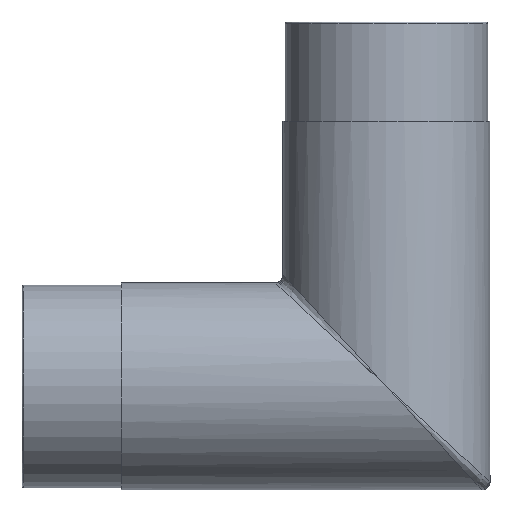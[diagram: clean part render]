
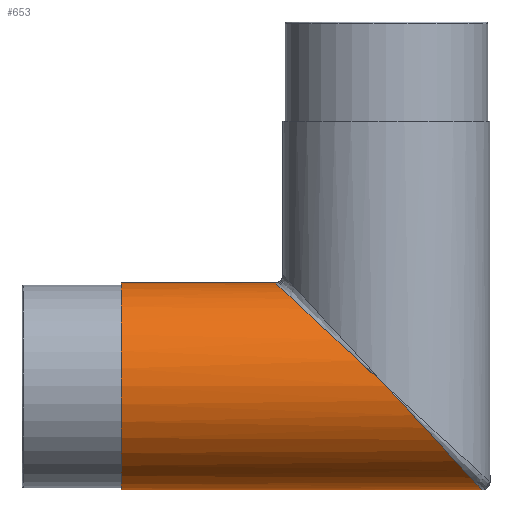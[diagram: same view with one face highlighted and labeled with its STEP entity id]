
A CAD part, front view. The second image highlights one B-rep face of the part: STEP entity #653.
In plain terms, the highlighted cylindrical face has radius 26.15 mm (diameter 52.3 mm), a partial arc.
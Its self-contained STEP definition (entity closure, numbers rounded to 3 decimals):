
#13 = CARTESIAN_POINT ( 'NONE',  ( -28.15, 0., 26.15 ) ) ;
#166 = DIRECTION ( 'NONE',  ( 1., 0., 0. ) ) ;
#183 = DIRECTION ( 'NONE',  ( -1., 0., 0. ) ) ;
#189 = DIRECTION ( 'NONE',  ( 0., 0., 1. ) ) ;
#193 = CIRCLE ( 'NONE', #419, 26.15 ) ;
#231 = EDGE_CURVE ( 'NONE', #776, #1024, #193, .T. ) ;
#249 = ORIENTED_EDGE ( 'NONE', *, *, #722, .T. ) ;
#252 = DIRECTION ( 'NONE',  ( 0., 0., -1. ) ) ;
#266 = CARTESIAN_POINT ( 'NONE',  ( 0., -26.15, 0. ) ) ;
#268 = ORIENTED_EDGE ( 'NONE', *, *, #231, .F. ) ;
#351 = CARTESIAN_POINT ( 'NONE',  ( 24.15, 0., -26.15 ) ) ;
#383 = AXIS2_PLACEMENT_3D ( 'NONE', #606, #166, #252 ) ;
#419 = AXIS2_PLACEMENT_3D ( 'NONE', #708, #183, #189 ) ;
#436 = CARTESIAN_POINT ( 'NONE',  ( 0., -26.15, 0. ) ) ;
#448 = CARTESIAN_POINT ( 'NONE',  ( -16.49, -26.15, 15.318 ) ) ;
#480 = CARTESIAN_POINT ( 'NONE',  ( -28.15, 0., 26.15 ) ) ;
#489 =( BOUNDED_CURVE ( )  B_SPLINE_CURVE ( 3, ( #913, #448, #979, #13 ),
 .UNSPECIFIED., .F., .T. ) 
 B_SPLINE_CURVE_WITH_KNOTS ( ( 4, 4 ),
 ( 4.712, 6.283 ),
 .UNSPECIFIED. ) 
 CURVE ( )  GEOMETRIC_REPRESENTATION_ITEM ( )  RATIONAL_B_SPLINE_CURVE ( ( 1., 0.805, 0.805, 1. ) ) 
 REPRESENTATION_ITEM ( '' )  );
#513 = CARTESIAN_POINT ( 'NONE',  ( 24.15, -15.318, -26.15 ) ) ;
#517 = VERTEX_POINT ( 'NONE', #480 ) ;
#533 = CARTESIAN_POINT ( 'NONE',  ( -67., 0., 26.15 ) ) ;
#595 = CARTESIAN_POINT ( 'NONE',  ( 14.147, -26.15, -15.318 ) ) ;
#606 = CARTESIAN_POINT ( 'NONE',  ( -67., 0., 0. ) ) ;
#617 =( BOUNDED_CURVE ( )  B_SPLINE_CURVE ( 3, ( #351, #513, #595, #436 ),
 .UNSPECIFIED., .F., .T. ) 
 B_SPLINE_CURVE_WITH_KNOTS ( ( 4, 4 ),
 ( 3.142, 4.712 ),
 .UNSPECIFIED. ) 
 CURVE ( )  GEOMETRIC_REPRESENTATION_ITEM ( )  RATIONAL_B_SPLINE_CURVE ( ( 1., 0.805, 0.805, 1. ) ) 
 REPRESENTATION_ITEM ( '' )  );
#622 = VERTEX_POINT ( 'NONE', #1025 ) ;
#653 = ADVANCED_FACE ( 'NONE', ( #934 ), #958, .T. ) ;
#655 = CARTESIAN_POINT ( 'NONE',  ( -67., 0., 26.15 ) ) ;
#695 = ORIENTED_EDGE ( 'NONE', *, *, #1110, .F. ) ;
#700 = CARTESIAN_POINT ( 'NONE',  ( -67., 0., -26.15 ) ) ;
#708 = CARTESIAN_POINT ( 'NONE',  ( -67., 0., 0. ) ) ;
#709 = DIRECTION ( 'NONE',  ( 1., 0., 0. ) ) ;
#722 = EDGE_CURVE ( 'NONE', #622, #1109, #617, .T. ) ;
#753 = ORIENTED_EDGE ( 'NONE', *, *, #1013, .T. ) ;
#773 = EDGE_CURVE ( 'NONE', #776, #622, #946, .T. ) ;
#776 = VERTEX_POINT ( 'NONE', #700 ) ;
#882 = DIRECTION ( 'NONE',  ( 1., 0., 0. ) ) ;
#913 = CARTESIAN_POINT ( 'NONE',  ( 0., -26.15, 0. ) ) ;
#928 = VECTOR ( 'NONE', #709, 1000. ) ;
#934 = FACE_OUTER_BOUND ( 'NONE', #985, .T. ) ;
#946 = LINE ( 'NONE', #1131, #1029 ) ;
#958 = CYLINDRICAL_SURFACE ( 'NONE', #383, 26.15 ) ;
#968 = LINE ( 'NONE', #533, #928 ) ;
#979 = CARTESIAN_POINT ( 'NONE',  ( -28.15, -15.318, 26.15 ) ) ;
#985 = EDGE_LOOP ( 'NONE', ( #695, #268, #1060, #249, #753 ) ) ;
#1013 = EDGE_CURVE ( 'NONE', #1109, #517, #489, .T. ) ;
#1024 = VERTEX_POINT ( 'NONE', #655 ) ;
#1025 = CARTESIAN_POINT ( 'NONE',  ( 24.15, 0., -26.15 ) ) ;
#1029 = VECTOR ( 'NONE', #882, 1000. ) ;
#1060 = ORIENTED_EDGE ( 'NONE', *, *, #773, .T. ) ;
#1109 = VERTEX_POINT ( 'NONE', #266 ) ;
#1110 = EDGE_CURVE ( 'NONE', #1024, #517, #968, .T. ) ;
#1131 = CARTESIAN_POINT ( 'NONE',  ( -67., 0., -26.15 ) ) ;
